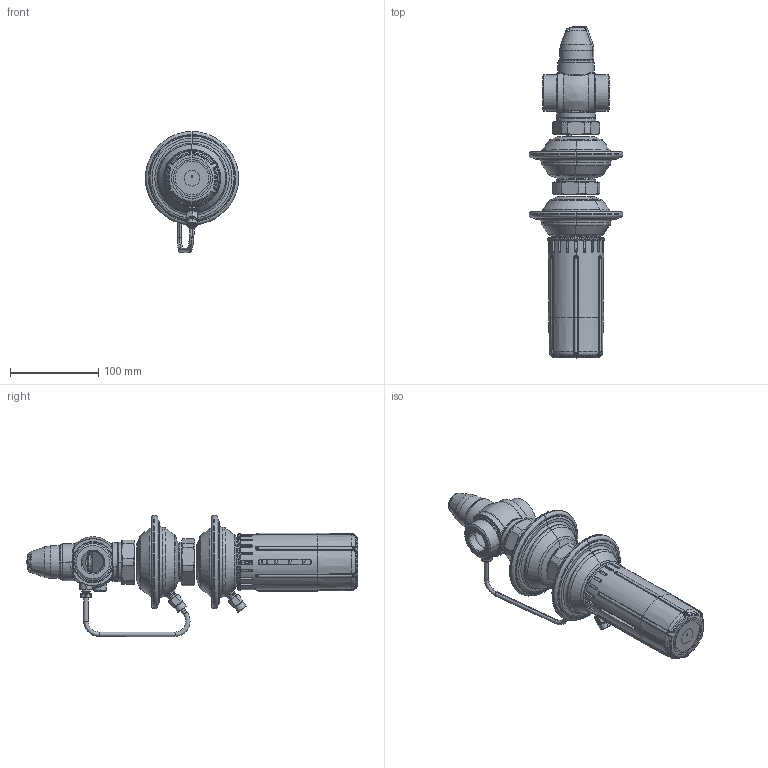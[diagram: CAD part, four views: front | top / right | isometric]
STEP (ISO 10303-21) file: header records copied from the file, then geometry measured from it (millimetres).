
FILE_DESCRIPTION((''),'2;1');
FILE_NAME('003H6481','2015-03-09T',('u317927'),('Danfoss'),'PRO/ENGINEER BY PARAMETRIC TECHNOLOGY CORPORATION, 2014000','PRO/ENGINEER BY PARAMETRIC TECHNOLOGY CORPORATION, 2014000','');
FILE_SCHEMA(('CONFIG_CONTROL_DESIGN'));
Products named in the file (1): 003H6481
Bounding box: 106 x 377.01 x 137.5 mm (x, y, z)
Volume: 445267 mm3; surface area: 282315 mm2
Topology: 4 solids, 4 shells, 3413 faces, 8857 edges, 5456 vertices
Faces by surface type: plane 1087, cylinder 810, bspline 617, cone 511, torus 360, sphere 22, extrusion 6
Entity records: 163645 total; most frequent: CARTESIAN_POINT 86172, ORIENTED_EDGE 17678, DIRECTION 14420, EDGE_CURVE 8839, AXIS2_PLACEMENT_3D 5913, VERTEX_POINT 5456, EDGE_LOOP 3585, FACE_OUTER_BOUND 3413
